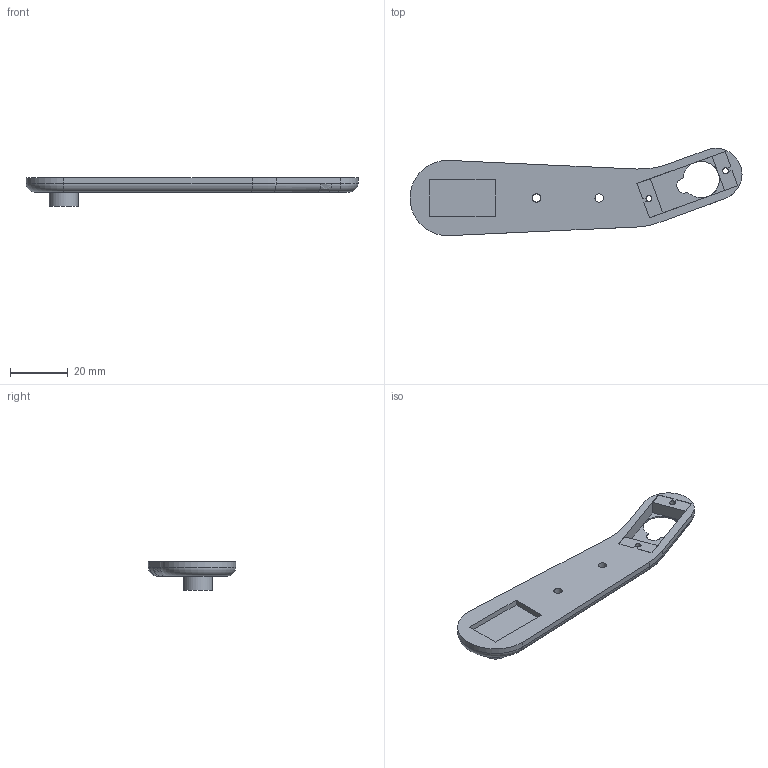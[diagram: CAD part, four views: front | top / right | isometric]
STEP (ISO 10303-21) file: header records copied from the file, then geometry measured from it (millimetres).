
FILE_DESCRIPTION(('FreeCAD Model'),'2;1');
FILE_NAME('r_principal_body.step', '2015-02-27T21:40:06',('Author'),(''), 'Open CASCADE STEP processor 6.7','FreeCAD','Unknown');
FILE_SCHEMA(('AUTOMOTIVE_DESIGN_CC2 { 1 2 10303 214 -1 1 5 4 }'));
Length unit declared in the file: millimetre
Products named in the file (1): r_principal_body
Bounding box: 114.51 x 30.17 x 10 mm (x, y, z)
Volume: 9951 mm3; surface area: 6265.7 mm2
Topology: 1 solids, 1 shells, 53 faces, 141 edges, 89 vertices
Faces by surface type: plane 30, cylinder 17, torus 4, bspline 2
Full cylindrical faces by diameter (mm): 2 x2, 2.9 x2, 10 x1
Entity records: 3615 total; most frequent: CARTESIAN_POINT 862, DIRECTION 491, LINE 285, VECTOR 285, ORIENTED_EDGE 282, PCURVE 282, DEFINITIONAL_REPRESENTATION 282, EDGE_CURVE 141
